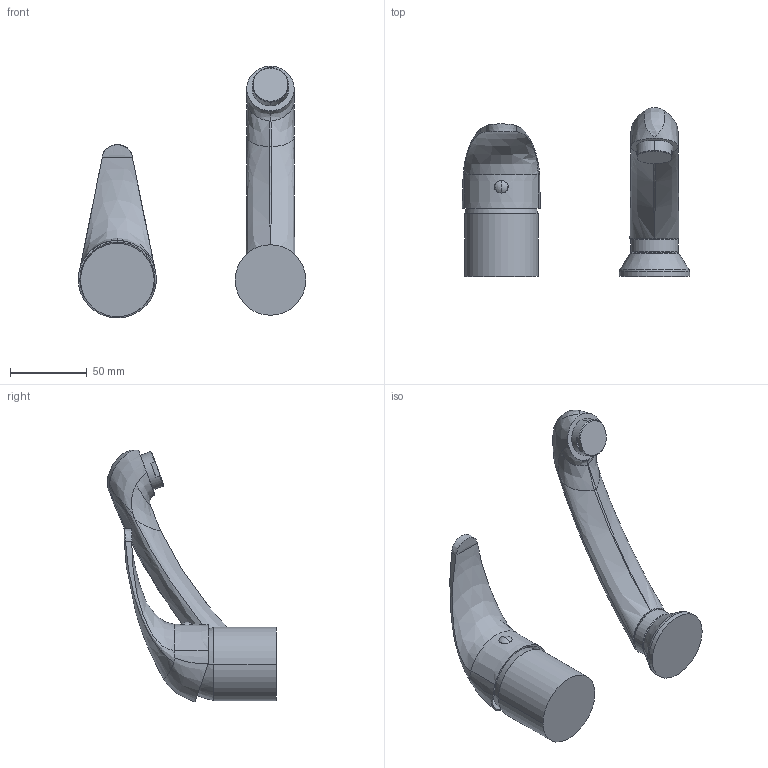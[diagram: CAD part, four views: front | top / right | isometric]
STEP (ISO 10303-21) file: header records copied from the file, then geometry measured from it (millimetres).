
FILE_DESCRIPTION((''),'2;1');
FILE_NAME('ND087CR','2021-11-10T10:01:35',('ut3'),('PAFFONI SpA'),'CREO PARAMETRIC BY PTC INC, 2020044','CREO PARAMETRIC BY PTC INC, 2020044','');
FILE_SCHEMA(('CONFIG_CONTROL_DESIGN','SHAPE_APPEARANCE_LAYERS_GROUPS'));
Length unit declared in the file: millimetre
Products named in the file (1): ND087CR
Bounding box: 148.5 x 110.17 x 164.48 mm (x, y, z)
Volume: 247314.9 mm3; surface area: 45343.2 mm2
Topology: 2 solids, 2 shells, 108 faces, 275 edges, 171 vertices
Faces by surface type: plane 38, bspline 33, cylinder 17, cone 10, torus 8, sphere 2
Entity records: 6635 total; most frequent: CARTESIAN_POINT 3430, ORIENTED_EDGE 538, DIRECTION 412, EDGE_CURVE 269, VERTEX_POINT 171, AXIS2_PLACEMENT_3D 163, FILL_AREA_STYLE_COLOUR 115, FILL_AREA_STYLE 115
